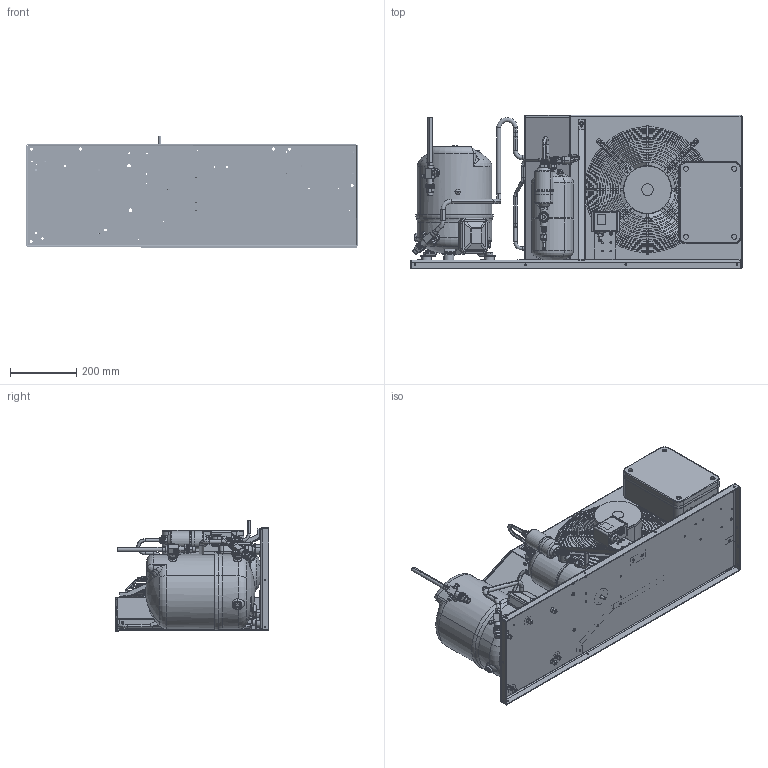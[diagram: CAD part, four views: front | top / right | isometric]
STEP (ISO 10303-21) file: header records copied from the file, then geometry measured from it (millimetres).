
FILE_DESCRIPTION (( 'STEP AP214' ), '1' );
FILE_NAME ('HJM019D.STEP', '2015-03-09T10:58:34', ( '' ), ( '' ), 'SwSTEP 2.0', 'SolidWorks 2014', '' );
FILE_SCHEMA (( 'AUTOMOTIVE_DESIGN' ));
Length unit declared in the file: millimetre
Products named in the file (26): KP05; 060-105667 R03 SUPORTE KP; 191U123150; 6804500V01 - VALV SERV V01_STANDART; 6804501V06 - VALV SERV V06_STANDART; COMPRESSOR DANFOSS MODELO MT18-40; 191U124307; 021F0136; 191U135320; 191U138108 355MM CONICA; 191U165307; hptech_350; 014-0100; 191U137100 MOTOR 350 WEG ; 023Z8040; 191U124307-Lateral; 191U165025; 191U124307-Coifa; 061F6063; 191U192707; 118U6009; 191U160326; HJM019D; 191U163327; 191U1502; S.EX 231 - STECK
Assembly tree (26 placements, depth 4):
  HJM019D
    191U192707
    191U124307
      191U124307-Coifa
      191U124307-Lateral
      191U135320
        191U137100 MOTOR 350 WEG 
        hptech_350
        191U138108 355MM CONICA
      021F0136
    COMPRESSOR DANFOSS MODELO MT18-40
    6804501V06 - VALV SERV V06_STANDART  x2
    6804500V01 - VALV SERV V01_STANDART
    191U123150
    060-105667 R03 SUPORTE KP
    KP05
    S.EX 231 - STECK
    191U1502
    191U163327
    191U160326
    118U6009
    061F6063
    191U165025
    023Z8040
    014-0100
    191U165307
Bounding box: 1001.5 x 463.5 x 335.86 mm (x, y, z)
Volume: 20342029.5 mm3; surface area: 3530943.7 mm2
Topology: 112 solids, 133 shells, 3390 faces, 8173 edges, 5121 vertices
Faces by surface type: cylinder 1534, plane 1054, torus 380, cone 308, bspline 110, sphere 4
Entity records: 122290 total; most frequent: CARTESIAN_POINT 28807, DIRECTION 16573, ORIENTED_EDGE 14999, EDGE_CURVE 7544, AXIS2_PLACEMENT_3D 6639, VERTEX_POINT 4736, EDGE_LOOP 3630, CIRCLE 3556
